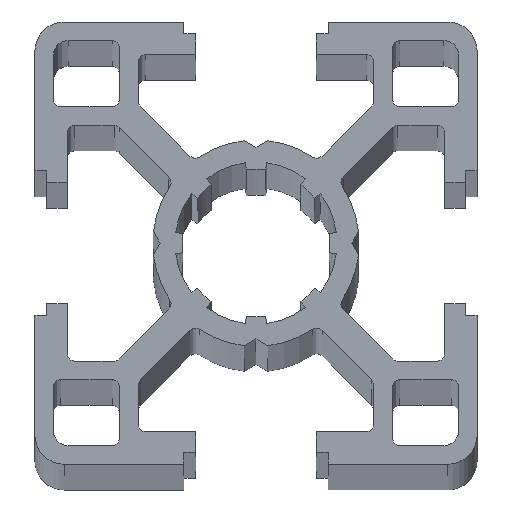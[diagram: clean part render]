
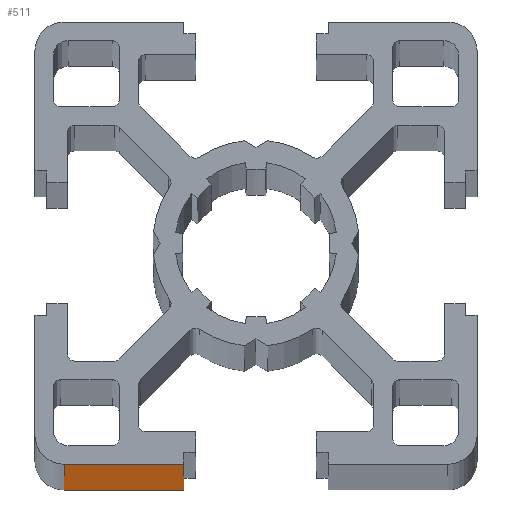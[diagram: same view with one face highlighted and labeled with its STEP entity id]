
A CAD part, top view. The second image highlights one B-rep face of the part: STEP entity #511.
In plain terms, the highlighted planar face has unit normal (0, -1, 0).
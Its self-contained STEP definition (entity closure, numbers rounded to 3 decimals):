
#78 = LINE ( 'NONE', #5482, #80 ) ;
#80 = VECTOR ( 'NONE', #5483, 1000. ) ;
#511 = ADVANCED_FACE ( 'NONE', ( #1049 ), #787, .F. ) ;
#607 = EDGE_CURVE ( 'NONE', #890, #3563, #4970, .T. ) ;
#608 = EDGE_CURVE ( 'NONE', #888, #3564, #4972, .T. ) ;
#783 = DIRECTION ( 'NONE',  ( 0., 0., 1. ) ) ;
#784 = DIRECTION ( 'NONE',  ( 0., 1., 0. ) ) ;
#787 = PLANE ( 'NONE',  #4582 ) ;
#794 = CARTESIAN_POINT ( 'NONE',  ( 11.316, 23.269, 1000. ) ) ;
#888 = VERTEX_POINT ( 'NONE', #3950 ) ;
#890 = VERTEX_POINT ( 'NONE', #3952 ) ;
#1049 = FACE_OUTER_BOUND ( 'NONE', #3799, .T. ) ;
#1322 = ORIENTED_EDGE ( 'NONE', *, *, #5355, .T. ) ;
#1323 = ORIENTED_EDGE ( 'NONE', *, *, #607, .F. ) ;
#1324 = ORIENTED_EDGE ( 'NONE', *, *, #5213, .F. ) ;
#1325 = ORIENTED_EDGE ( 'NONE', *, *, #608, .T. ) ;
#2936 = CARTESIAN_POINT ( 'NONE',  ( 11.316, 23.269, 0. ) ) ;
#2937 = CARTESIAN_POINT ( 'NONE',  ( 3.216, 23.269, 0. ) ) ;
#2985 = CARTESIAN_POINT ( 'NONE',  ( 11.316, 23.269, 1000. ) ) ;
#2986 = DIRECTION ( 'NONE',  ( 1., 0., 0. ) ) ;
#3563 = VERTEX_POINT ( 'NONE', #2936 ) ;
#3564 = VERTEX_POINT ( 'NONE', #2937 ) ;
#3799 = EDGE_LOOP ( 'NONE', ( #1322, #1323, #1324, #1325 ) ) ;
#3950 = CARTESIAN_POINT ( 'NONE',  ( 3.216, 23.269, 1000. ) ) ;
#3952 = CARTESIAN_POINT ( 'NONE',  ( 11.316, 23.269, 1000. ) ) ;
#4409 = LINE ( 'NONE', #2985, #4412 ) ;
#4412 = VECTOR ( 'NONE', #2986, 1000. ) ;
#4582 = AXIS2_PLACEMENT_3D ( 'NONE', #794, #784, #783 ) ;
#4888 = CARTESIAN_POINT ( 'NONE',  ( 11.316, 23.269, 1000. ) ) ;
#4890 = CARTESIAN_POINT ( 'NONE',  ( 3.216, 23.269, 1000. ) ) ;
#4893 = DIRECTION ( 'NONE',  ( 0., 0., -1. ) ) ;
#4895 = DIRECTION ( 'NONE',  ( 0., 0., -1. ) ) ;
#4970 = LINE ( 'NONE', #4888, #4975 ) ;
#4972 = LINE ( 'NONE', #4890, #4977 ) ;
#4975 = VECTOR ( 'NONE', #4893, 1000. ) ;
#4977 = VECTOR ( 'NONE', #4895, 1000. ) ;
#5213 = EDGE_CURVE ( 'NONE', #888, #890, #4409, .T. ) ;
#5355 = EDGE_CURVE ( 'NONE', #3564, #3563, #78, .T. ) ;
#5482 = CARTESIAN_POINT ( 'NONE',  ( 11.316, 23.269, 0. ) ) ;
#5483 = DIRECTION ( 'NONE',  ( 1., 0., 0. ) ) ;
